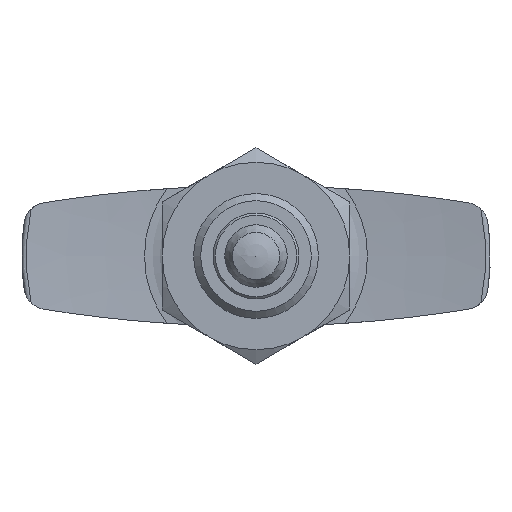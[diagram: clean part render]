
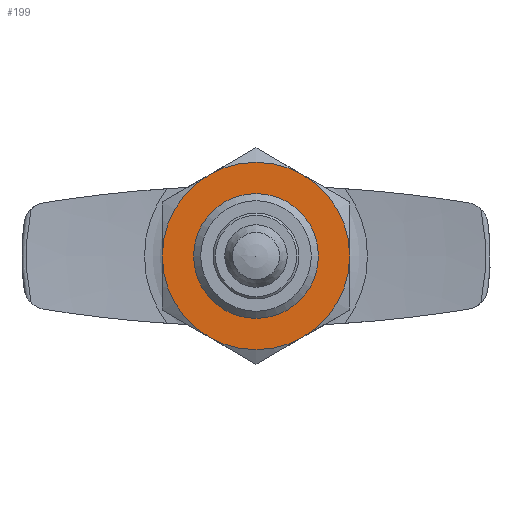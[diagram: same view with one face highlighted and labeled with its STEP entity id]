
A CAD part, front view. The second image highlights one B-rep face of the part: STEP entity #199.
In plain terms, the highlighted planar face has unit normal (0, -1, 0).
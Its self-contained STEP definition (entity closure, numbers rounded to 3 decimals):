
#199 = ADVANCED_FACE( '', ( #422, #423 ), #424, .T. );
#422 = FACE_OUTER_BOUND( '', #698, .T. );
#423 = FACE_BOUND( '', #699, .T. );
#424 = PLANE( '', #700 );
#698 = EDGE_LOOP( '', ( #1179, #1180, #1181, #1182, #1183, #1184 ) );
#699 = EDGE_LOOP( '', ( #1185 ) );
#700 = AXIS2_PLACEMENT_3D( '', #1186, #1187, #1188 );
#1179 = ORIENTED_EDGE( '', *, *, #1328, .T. );
#1180 = ORIENTED_EDGE( '', *, *, #1456, .T. );
#1181 = ORIENTED_EDGE( '', *, *, #1468, .T. );
#1182 = ORIENTED_EDGE( '', *, *, #1377, .T. );
#1183 = ORIENTED_EDGE( '', *, *, #1429, .T. );
#1184 = ORIENTED_EDGE( '', *, *, #1469, .T. );
#1185 = ORIENTED_EDGE( '', *, *, #1388, .F. );
#1186 = CARTESIAN_POINT( '', ( 8., -27., 0. ) );
#1187 = DIRECTION( '', ( 0., -1., 0. ) );
#1188 = DIRECTION( '', ( 0., 0., -1. ) );
#1328 = EDGE_CURVE( '', #1568, #1548, #1569, .T. );
#1377 = EDGE_CURVE( '', #1638, #1641, #1643, .T. );
#1388 = EDGE_CURVE( '', #1660, #1660, #1661, .T. );
#1429 = EDGE_CURVE( '', #1641, #1717, #1718, .T. );
#1456 = EDGE_CURVE( '', #1548, #1750, #1751, .T. );
#1468 = EDGE_CURVE( '', #1750, #1638, #1763, .T. );
#1469 = EDGE_CURVE( '', #1717, #1568, #1764, .T. );
#1548 = VERTEX_POINT( '', #1991 );
#1568 = VERTEX_POINT( '', #2036 );
#1569 = CIRCLE( '', #2037, 12. );
#1638 = VERTEX_POINT( '', #2211 );
#1641 = VERTEX_POINT( '', #2221 );
#1643 = CIRCLE( '', #2230, 12. );
#1660 = VERTEX_POINT( '', #2259 );
#1661 = CIRCLE( '', #2260, 8. );
#1717 = VERTEX_POINT( '', #2418 );
#1718 = CIRCLE( '', #2419, 12. );
#1750 = VERTEX_POINT( '', #2504 );
#1751 = CIRCLE( '', #2505, 12. );
#1763 = CIRCLE( '', #2553, 12. );
#1764 = CIRCLE( '', #2554, 12. );
#1991 = CARTESIAN_POINT( '', ( 12., -27., 0. ) );
#2036 = CARTESIAN_POINT( '', ( 6., -27., -10.392 ) );
#2037 = AXIS2_PLACEMENT_3D( '', #2628, #2629, #2630 );
#2211 = CARTESIAN_POINT( '', ( -6., -27., 10.392 ) );
#2221 = CARTESIAN_POINT( '', ( -12., -27., 0. ) );
#2230 = AXIS2_PLACEMENT_3D( '', #2675, #2676, #2677 );
#2259 = CARTESIAN_POINT( '', ( 0., -27., -8. ) );
#2260 = AXIS2_PLACEMENT_3D( '', #2690, #2691, #2692 );
#2418 = CARTESIAN_POINT( '', ( -6., -27., -10.392 ) );
#2419 = AXIS2_PLACEMENT_3D( '', #2716, #2717, #2718 );
#2504 = CARTESIAN_POINT( '', ( 6., -27., 10.392 ) );
#2505 = AXIS2_PLACEMENT_3D( '', #2734, #2735, #2736 );
#2553 = AXIS2_PLACEMENT_3D( '', #2737, #2738, #2739 );
#2554 = AXIS2_PLACEMENT_3D( '', #2740, #2741, #2742 );
#2628 = CARTESIAN_POINT( '', ( 0., -27., 0. ) );
#2629 = DIRECTION( '', ( 0., -1., 0. ) );
#2630 = DIRECTION( '', ( 0., 0., -1. ) );
#2675 = CARTESIAN_POINT( '', ( 0., -27., 0. ) );
#2676 = DIRECTION( '', ( 0., -1., 0. ) );
#2677 = DIRECTION( '', ( 0., 0., -1. ) );
#2690 = CARTESIAN_POINT( '', ( 0., -27., 0. ) );
#2691 = DIRECTION( '', ( 0., -1., 0. ) );
#2692 = DIRECTION( '', ( 0., 0., -1. ) );
#2716 = CARTESIAN_POINT( '', ( 0., -27., 0. ) );
#2717 = DIRECTION( '', ( 0., -1., 0. ) );
#2718 = DIRECTION( '', ( 0., 0., -1. ) );
#2734 = CARTESIAN_POINT( '', ( 0., -27., 0. ) );
#2735 = DIRECTION( '', ( 0., -1., 0. ) );
#2736 = DIRECTION( '', ( 0., 0., -1. ) );
#2737 = CARTESIAN_POINT( '', ( 0., -27., 0. ) );
#2738 = DIRECTION( '', ( 0., -1., 0. ) );
#2739 = DIRECTION( '', ( 0., 0., -1. ) );
#2740 = CARTESIAN_POINT( '', ( 0., -27., 0. ) );
#2741 = DIRECTION( '', ( 0., -1., 0. ) );
#2742 = DIRECTION( '', ( 0., 0., -1. ) );
